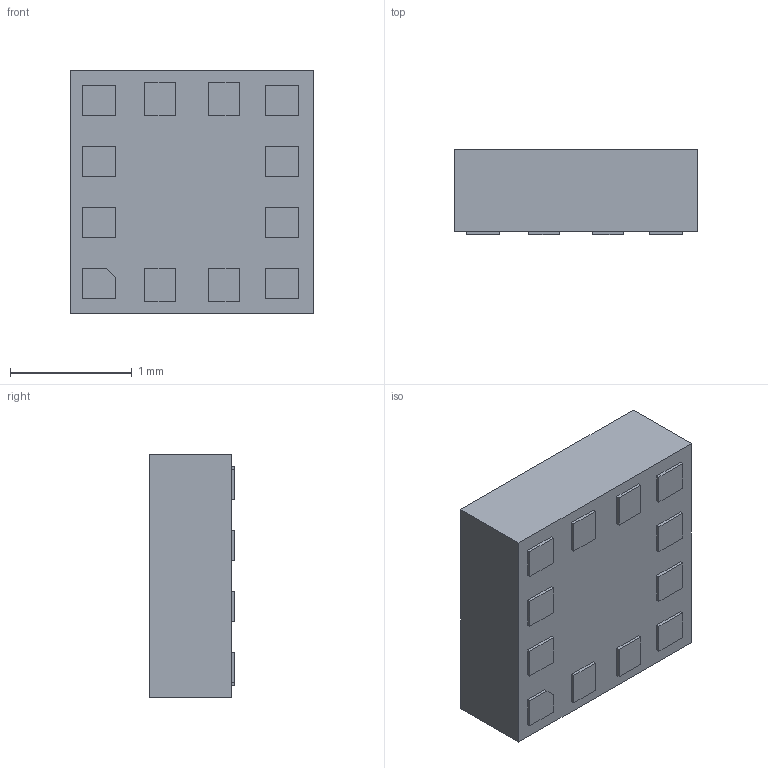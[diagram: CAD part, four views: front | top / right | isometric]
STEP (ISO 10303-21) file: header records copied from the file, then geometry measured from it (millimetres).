
FILE_DESCRIPTION (( 'STEP AP214' ), '1' );
FILE_NAME ('User Library-LIS2DW12.STEP', '2020-10-28T12:44:27', ( '' ), ( '' ), 'SwSTEP 2.0', 'SolidWorks 2020', '' );
FILE_SCHEMA (( 'AUTOMOTIVE_DESIGN' ));
Length unit declared in the file: millimetre
Products named in the file (1): User Library-LIS2DW12
Bounding box: 2 x 0.7 x 2 mm (x, y, z)
Volume: 2.7 mm3; surface area: 13.7 mm2
Topology: 1 solids, 1 shells, 162 faces, 414 edges, 276 vertices
Faces by surface type: plane 126, bspline 34, cylinder 2
Entity records: 7348 total; most frequent: CARTESIAN_POINT 2855, ORIENTED_EDGE 828, DIRECTION 608, EDGE_CURVE 414, LINE 342, VECTOR 342, VERTEX_POINT 276, EDGE_LOOP 184
